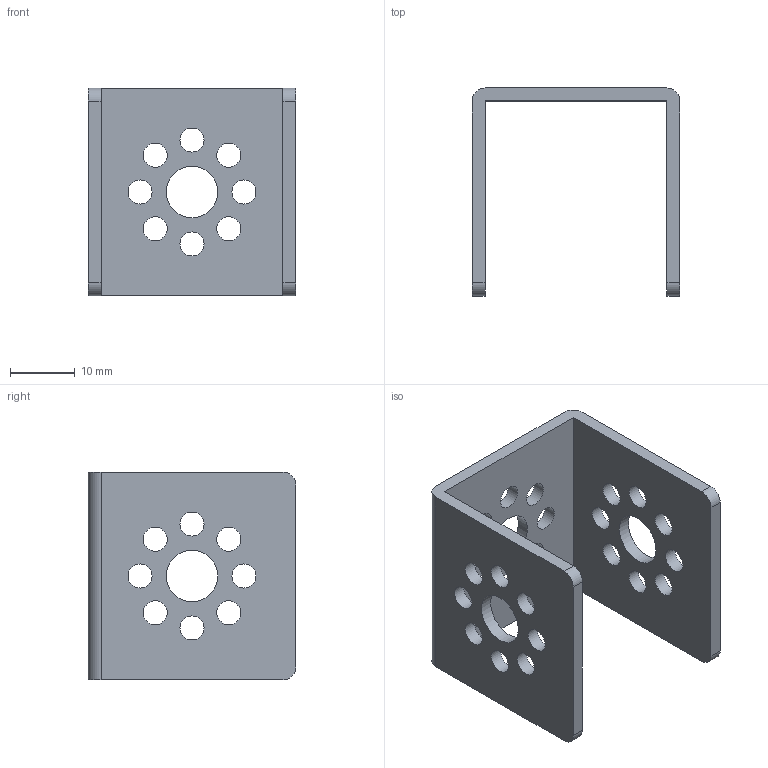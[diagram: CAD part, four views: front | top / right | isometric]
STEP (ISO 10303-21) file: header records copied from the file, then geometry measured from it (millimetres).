
FILE_DESCRIPTION(/* description */ (''),/* implementation_level */ '2;1');
FILE_NAME(/* name */ '39065_TXM-32mmChannel v1.step',/* time_stamp */ '2020-10-25T13:32:16-04:00',/* author */ (''),/* organization */ (''),/* preprocessor_version */ 'ST-DEVELOPER v18.1',/* originating_system */ 'Autodesk Translation Framework v9.3.0.1241',/* authorisation */ '');
FILE_SCHEMA (('AUTOMOTIVE_DESIGN { 1 0 10303 214 3 1 1 }'));
Length unit declared in the file: millimetre
Products named in the file (1): 39065_TXM-32mmChannel
Bounding box: 32 x 32 x 32 mm (x, y, z)
Volume: 5008.5 mm3; surface area: 6202.9 mm2
Topology: 1 solids, 1 shells, 43 faces, 123 edges, 82 vertices
Faces by surface type: cylinder 33, plane 10
Full cylindrical faces by diameter (mm): 3.7 x24, 8 x3
Entity records: 1591 total; most frequent: DIRECTION 277, CARTESIAN_POINT 249, ORIENTED_EDGE 246, EDGE_CURVE 123, AXIS2_PLACEMENT_3D 110, EDGE_LOOP 97, VERTEX_POINT 82, CIRCLE 66
